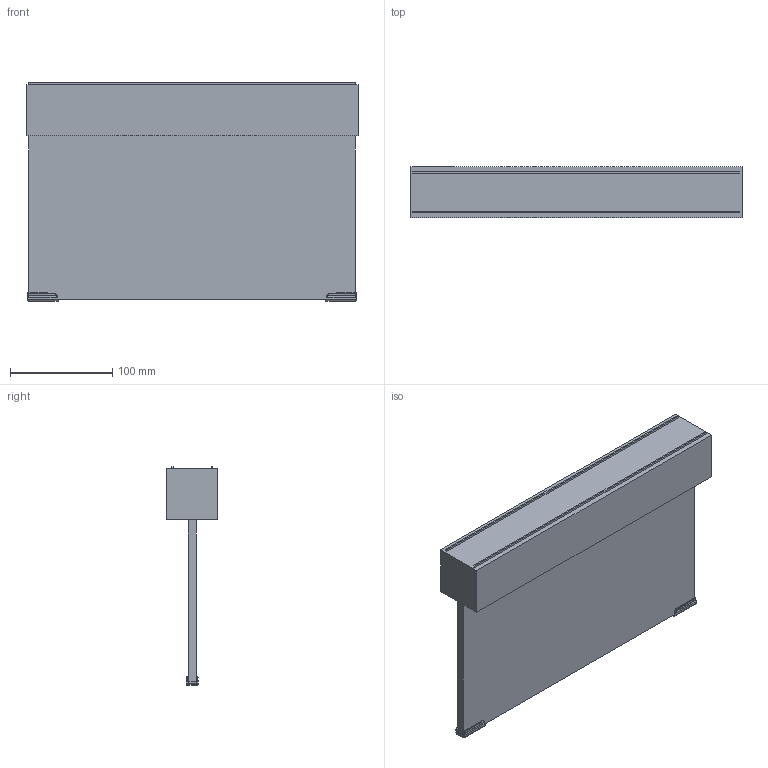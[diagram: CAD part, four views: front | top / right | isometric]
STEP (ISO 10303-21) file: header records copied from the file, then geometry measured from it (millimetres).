
FILE_DESCRIPTION(/* description */ (''),/* implementation_level */ '2;1');
FILE_NAME(/* name */ 'A9_simple_v2.step',/* time_stamp */ '2024-01-02T14:58:16+01:00',/* author */ (''),/* organization */ (''),/* preprocessor_version */ 'ST-DEVELOPER v20',/* originating_system */ 'Autodesk Translation Framework v12.14.0.127',/* authorisation */ '');
FILE_SCHEMA (('AUTOMOTIVE_DESIGN { 1 0 10303 214 3 1 1 }'));
Length unit declared in the file: millimetre
Products named in the file (5): A9_simple; Gehäuse; Scheibe; Piktogrammklammer; LED-Folie
Assembly tree (5 placements, depth 2):
  A9_simple
    Gehäuse
    Scheibe
    Piktogrammklammer  x2
    LED-Folie
Bounding box: 325 x 50.3 x 213.8 mm (x, y, z)
Volume: 1227300.2 mm3; surface area: 188665.2 mm2
Topology: 5 solids, 5 shells, 212 faces, 480 edges, 280 vertices
Faces by surface type: bspline 92, plane 56, cylinder 44, sphere 16, cone 4
Full cylindrical faces by diameter (mm): 3.5 x1, 4 x1
Entity records: 6587 total; most frequent: CARTESIAN_POINT 3894, ORIENTED_EDGE 546, DIRECTION 511, EDGE_CURVE 273, AXIS2_PLACEMENT_3D 196, VERTEX_POINT 162, EDGE_LOOP 127, FACE_OUTER_BOUND 121
